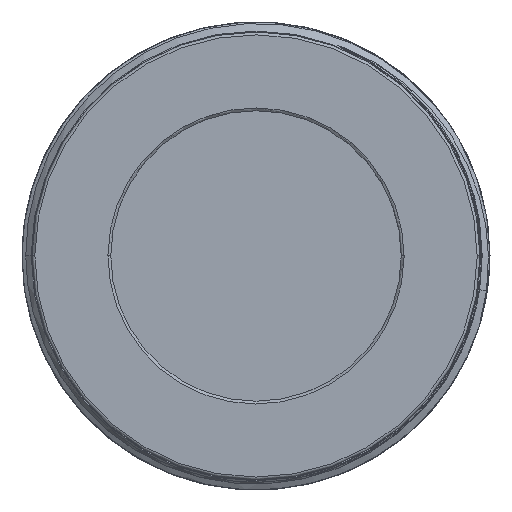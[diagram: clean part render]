
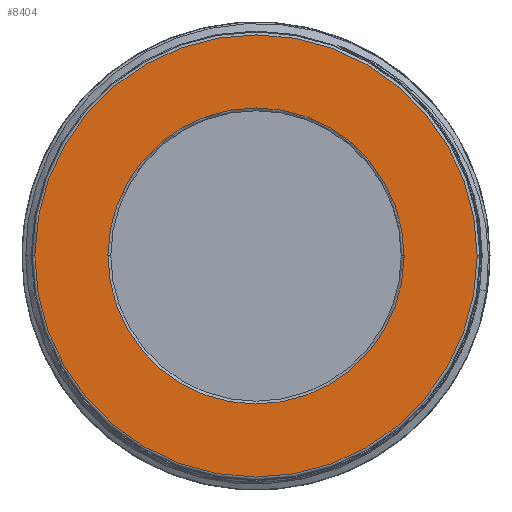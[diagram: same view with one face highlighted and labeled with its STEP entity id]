
A CAD part, front view. The second image highlights one B-rep face of the part: STEP entity #8404.
In plain terms, the highlighted planar face has unit normal (0, -1, 0).
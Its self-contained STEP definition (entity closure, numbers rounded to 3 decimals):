
#1642=CARTESIAN_POINT('',(0.,0.,0.));
#1643=DIRECTION('',(0.,1.,0.));
#1644=DIRECTION('',(1.,0.,0.));
#1645=AXIS2_PLACEMENT_3D('',#1642,#1643,#1644);
#1650=CARTESIAN_POINT('',(0.,0.,0.));
#1651=DIRECTION('',(0.,1.,0.));
#1652=DIRECTION('',(1.,0.,-0.008));
#1653=AXIS2_PLACEMENT_3D('',#1650,#1651,#1652);
#1658=CARTESIAN_POINT('',(0.,0.,0.));
#1659=DIRECTION('',(0.,1.,0.));
#1660=DIRECTION('',(-1.,0.,0.));
#1661=AXIS2_PLACEMENT_3D('',#1658,#1659,#1660);
#1666=CARTESIAN_POINT('',(0.,0.,0.));
#1667=DIRECTION('',(0.,1.,0.));
#1668=DIRECTION('',(-1.,0.,0.008));
#1669=AXIS2_PLACEMENT_3D('',#1666,#1667,#1668);
#1674=CARTESIAN_POINT('',(0.,0.,0.));
#1675=DIRECTION('',(0.,-1.,0.));
#1676=DIRECTION('',(1.,0.,0.));
#1677=AXIS2_PLACEMENT_3D('',#1674,#1675,#1676);
#1682=CARTESIAN_POINT('',(0.,0.,0.));
#1683=DIRECTION('',(0.,-1.,0.));
#1684=DIRECTION('',(-1.,0.,0.));
#1685=AXIS2_PLACEMENT_3D('',#1682,#1683,#1684);
#1721=CARTESIAN_POINT('',(0.,0.,0.));
#1722=DIRECTION('',(0.,1.,0.));
#1723=DIRECTION('',(-1.,0.,0.));
#1724=AXIS2_PLACEMENT_3D('',#1721,#1722,#1723);
#1783=CARTESIAN_POINT('',(0.,0.,0.));
#1784=DIRECTION('',(0.,1.,0.));
#1785=DIRECTION('',(1.,0.,0.));
#1786=AXIS2_PLACEMENT_3D('',#1783,#1784,#1785);
#4586=CARTESIAN_POINT('',(-23.599,0.,0.181));
#4587=CARTESIAN_POINT('',(23.6,0.,0.));
#4588=VERTEX_POINT('',#4586);
#4589=VERTEX_POINT('',#4587);
#4590=CARTESIAN_POINT('',(-23.6,0.,0.));
#4591=VERTEX_POINT('',#4590);
#4592=CARTESIAN_POINT('',(23.599,0.,-0.181));
#4593=VERTEX_POINT('',#4592);
#4594=CARTESIAN_POINT('',(15.8,0.,0.));
#4595=CARTESIAN_POINT('',(-15.799,0.,0.126));
#4596=VERTEX_POINT('',#4594);
#4597=VERTEX_POINT('',#4595);
#4598=CARTESIAN_POINT('',(-15.8,0.,0.));
#4599=VERTEX_POINT('',#4598);
#4600=CARTESIAN_POINT('',(15.799,0.,-0.126));
#4601=VERTEX_POINT('',#4600);
#8381=CARTESIAN_POINT('',(0.,0.,0.));
#8382=DIRECTION('',(0.,1.,0.));
#8383=DIRECTION('',(1.,0.,0.));
#8384=AXIS2_PLACEMENT_3D('',#8381,#8382,#8383);
#8385=PLANE('',#8384);
#8387=ORIENTED_EDGE('',*,*,#8386,.T.);
#8389=ORIENTED_EDGE('',*,*,#8388,.T.);
#8390=ORIENTED_EDGE('',*,*,#8370,.T.);
#8391=ORIENTED_EDGE('',*,*,#8368,.T.);
#8392=EDGE_LOOP('',(#8387,#8389,#8390,#8391));
#8393=FACE_OUTER_BOUND('',#8392,.F.);
#8395=ORIENTED_EDGE('',*,*,#8394,.T.);
#8397=ORIENTED_EDGE('',*,*,#8396,.F.);
#8399=ORIENTED_EDGE('',*,*,#8398,.T.);
#8401=ORIENTED_EDGE('',*,*,#8400,.F.);
#8402=EDGE_LOOP('',(#8395,#8397,#8399,#8401));
#8403=FACE_BOUND('',#8402,.F.);
#8404=ADVANCED_FACE('',(#8393,#8403),#8385,.F.);
#1646=CIRCLE('',#1645,23.6);
#1654=CIRCLE('',#1653,23.6);
#1662=CIRCLE('',#1661,23.6);
#1670=CIRCLE('',#1669,23.6);
#1678=CIRCLE('',#1677,15.8);
#1686=CIRCLE('',#1685,15.8);
#1725=CIRCLE('',#1724,15.8);
#1787=CIRCLE('',#1786,15.8);
#8368=EDGE_CURVE('',#4588,#4589,#1670,.T.);
#8370=EDGE_CURVE('',#4591,#4588,#1662,.T.);
#8386=EDGE_CURVE('',#4589,#4593,#1646,.T.);
#8388=EDGE_CURVE('',#4593,#4591,#1654,.T.);
#8394=EDGE_CURVE('',#4596,#4597,#1678,.T.);
#8396=EDGE_CURVE('',#4599,#4597,#1725,.T.);
#8398=EDGE_CURVE('',#4599,#4601,#1686,.T.);
#8400=EDGE_CURVE('',#4596,#4601,#1787,.T.);
